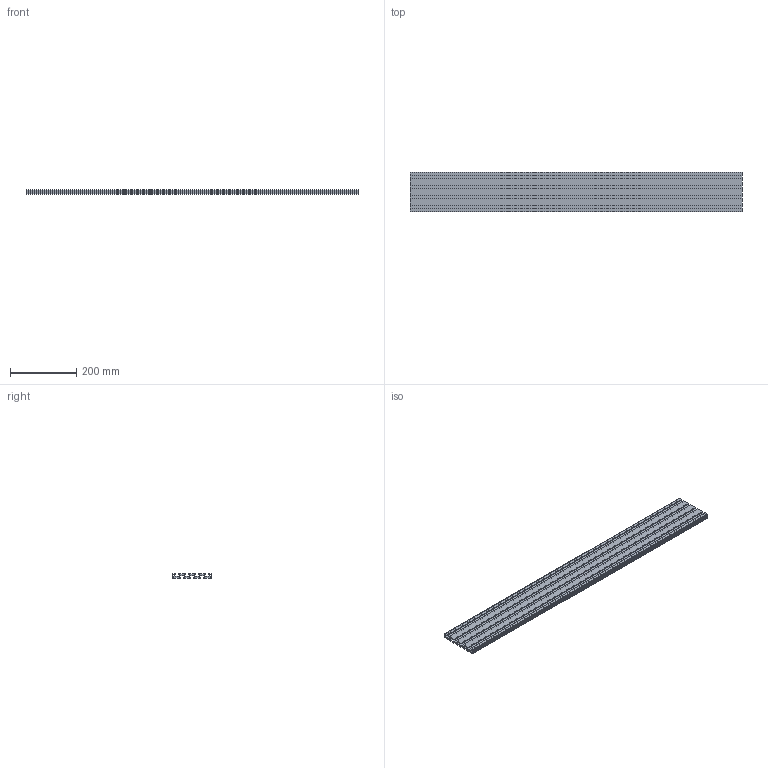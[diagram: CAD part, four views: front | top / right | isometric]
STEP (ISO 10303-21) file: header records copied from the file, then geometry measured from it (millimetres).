
FILE_DESCRIPTION(('STEP AP214'),'1');
FILE_NAME('cctmp_EB735CF5-61A5-4760-98B2-C4132695682B_2020_1_20_9_48_18_668..stp','2020-01-20T08:48:18',('Bosch Rexroth AG'),('CADClick - www.CADClick.com'),'Spatial InterOp 3D',' ','unknown authorization - (Healing Option Enabled)');
FILE_SCHEMA(('AUTOMOTIVE_DESIGN'));
Length unit declared in the file: millimetre
Products named in the file (1): 2020_01_20__09-48-18-668
Bounding box: 1000 x 120 x 15 mm (x, y, z)
Volume: 900088.7 mm3; surface area: 519303.7 mm2
Topology: 1 solids, 1 shells, 272 faces, 810 edges, 540 vertices
Faces by surface type: plane 272
Entity records: 11134 total; most frequent: CARTESIAN_POINT 1623, ORIENTED_EDGE 1620, DIRECTION 1356, EDGE_CURVE 810, LINE 810, VECTOR 810, VERTEX_POINT 540, STYLED_ITEM 273
